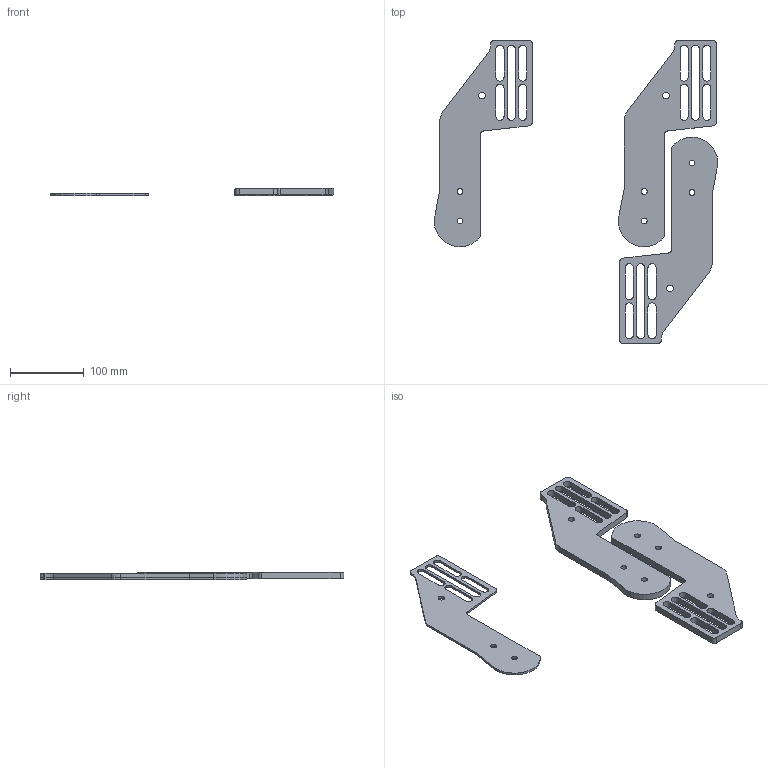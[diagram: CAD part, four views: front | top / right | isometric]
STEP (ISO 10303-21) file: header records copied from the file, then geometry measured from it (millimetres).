
FILE_DESCRIPTION(/* description */ (''),/* implementation_level */ '2;1');
FILE_NAME(/* name */ 'Form2.step',/* time_stamp */ '2023-01-12T10:50:03+01:00',/* author */ (''),/* organization */ (''),/* preprocessor_version */ 'ST-DEVELOPER v19.2',/* originating_system */ 'Autodesk Translation Framework v11.17.0.187',/* authorisation */ '');
FILE_SCHEMA (('AUTOMOTIVE_DESIGN { 1 0 10303 214 3 1 1 }'));
Length unit declared in the file: millimetre
Products named in the file (1): Support chaise Joystick (v5~recovered)
Bounding box: 384.85 x 412 x 10 mm (x, y, z)
Volume: 349010 mm3; surface area: 130599.1 mm2
Topology: 3 solids, 3 shells, 120 faces, 342 edges, 228 vertices
Faces by surface type: cylinder 60, plane 60
Full cylindrical faces by diameter (mm): 8 x6, 9 x3
Entity records: 4073 total; most frequent: DIRECTION 704, CARTESIAN_POINT 691, ORIENTED_EDGE 684, EDGE_CURVE 342, AXIS2_PLACEMENT_3D 241, VERTEX_POINT 228, LINE 222, VECTOR 222
